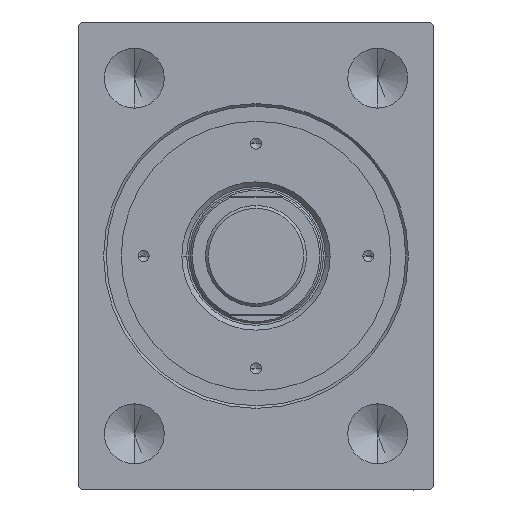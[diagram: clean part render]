
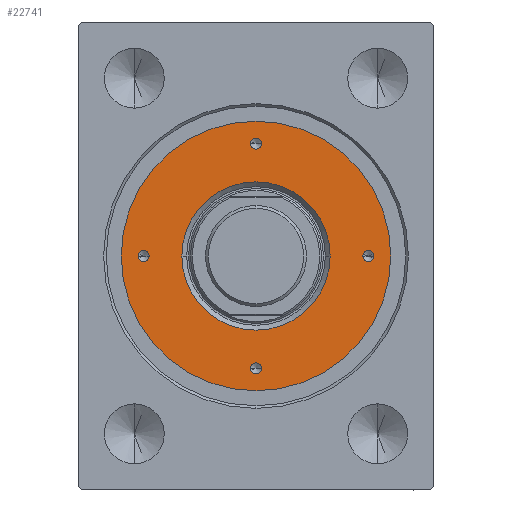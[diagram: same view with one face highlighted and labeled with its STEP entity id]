
A CAD part, left-side view. The second image highlights one B-rep face of the part: STEP entity #22741.
In plain terms, the highlighted face is planar.
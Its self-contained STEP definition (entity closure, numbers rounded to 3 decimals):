
#201 = CARTESIAN_POINT ( 'NONE',  ( -19.8, 0., 14. ) ) ;
#717 = CARTESIAN_POINT ( 'NONE',  ( 1.5, 30., 14. ) ) ;
#1526 = DIRECTION ( 'NONE',  ( 0., 0., 1. ) ) ;
#2582 = ORIENTED_EDGE ( 'NONE', *, *, #10557, .T. ) ;
#2724 = ORIENTED_EDGE ( 'NONE', *, *, #19450, .F. ) ;
#3065 = EDGE_CURVE ( 'NONE', #43156, #38131, #23244, .T. ) ;
#3151 = AXIS2_PLACEMENT_3D ( 'NONE', #32147, #1526, #35975 ) ;
#3307 = DIRECTION ( 'NONE',  ( 0., 0., 1. ) ) ;
#3438 = CARTESIAN_POINT ( 'NONE',  ( 0., 0., 14. ) ) ;
#3479 = DIRECTION ( 'NONE',  ( 1., 0., 0. ) ) ;
#3786 = CIRCLE ( 'NONE', #37355, 19.8 ) ;
#4264 = CIRCLE ( 'NONE', #42858, 1.5 ) ;
#4841 = CARTESIAN_POINT ( 'NONE',  ( 0., 30., 14. ) ) ;
#5034 = CIRCLE ( 'NONE', #24311, 1.5 ) ;
#5667 = AXIS2_PLACEMENT_3D ( 'NONE', #4841, #8414, #18486 ) ;
#5921 = EDGE_LOOP ( 'NONE', ( #21696, #21964 ) ) ;
#6621 = VERTEX_POINT ( 'NONE', #201 ) ;
#6970 = CARTESIAN_POINT ( 'NONE',  ( -1.5, 30., 14. ) ) ;
#7228 = EDGE_CURVE ( 'NONE', #24063, #33947, #24843, .T. ) ;
#7260 = FACE_BOUND ( 'NONE', #38925, .T. ) ;
#7485 = FACE_OUTER_BOUND ( 'NONE', #9928, .T. ) ;
#7701 = CARTESIAN_POINT ( 'NONE',  ( 0., 0., 14. ) ) ;
#7816 = VERTEX_POINT ( 'NONE', #22065 ) ;
#8414 = DIRECTION ( 'NONE',  ( 0., 0., 1. ) ) ;
#8969 = EDGE_CURVE ( 'NONE', #6621, #43387, #3786, .T. ) ;
#9333 = CIRCLE ( 'NONE', #11502, 36. ) ;
#9534 = DIRECTION ( 'NONE',  ( 1., 0., 0. ) ) ;
#9928 = EDGE_LOOP ( 'NONE', ( #29483, #16117 ) ) ;
#10104 = ORIENTED_EDGE ( 'NONE', *, *, #40205, .F. ) ;
#10557 = EDGE_CURVE ( 'NONE', #43387, #6621, #38869, .T. ) ;
#10961 = EDGE_CURVE ( 'NONE', #37262, #13750, #28134, .T. ) ;
#11150 = CARTESIAN_POINT ( 'NONE',  ( -31.5, 0., 14. ) ) ;
#11336 = ORIENTED_EDGE ( 'NONE', *, *, #14993, .F. ) ;
#11502 = AXIS2_PLACEMENT_3D ( 'NONE', #3438, #13058, #30921 ) ;
#11634 = CARTESIAN_POINT ( 'NONE',  ( -30., 0., 14. ) ) ;
#11866 = DIRECTION ( 'NONE',  ( 0., 0., 1. ) ) ;
#12708 = CARTESIAN_POINT ( 'NONE',  ( 0., 0., 14. ) ) ;
#12719 = CARTESIAN_POINT ( 'NONE',  ( 0., 0., 14. ) ) ;
#12901 = DIRECTION ( 'NONE',  ( 1., 0., 0. ) ) ;
#13058 = DIRECTION ( 'NONE',  ( 0., 0., 1. ) ) ;
#13604 = AXIS2_PLACEMENT_3D ( 'NONE', #12708, #33295, #36661 ) ;
#13750 = VERTEX_POINT ( 'NONE', #40097 ) ;
#14993 = EDGE_CURVE ( 'NONE', #33947, #24063, #21738, .T. ) ;
#15234 = CARTESIAN_POINT ( 'NONE',  ( 30., 0., 14. ) ) ;
#15388 = AXIS2_PLACEMENT_3D ( 'NONE', #16374, #29995, #26663 ) ;
#15678 = DIRECTION ( 'NONE',  ( 0., 0., 1. ) ) ;
#16117 = ORIENTED_EDGE ( 'NONE', *, *, #40699, .T. ) ;
#16171 = CARTESIAN_POINT ( 'NONE',  ( 31.5, 0., 14. ) ) ;
#16374 = CARTESIAN_POINT ( 'NONE',  ( 0., 30., 14. ) ) ;
#17696 = DIRECTION ( 'NONE',  ( 0., 0., 1. ) ) ;
#17992 = DIRECTION ( 'NONE',  ( 0., 0., -1. ) ) ;
#18486 = DIRECTION ( 'NONE',  ( 1., 0., 0. ) ) ;
#18882 = AXIS2_PLACEMENT_3D ( 'NONE', #20284, #40209, #9534 ) ;
#18953 = EDGE_CURVE ( 'NONE', #28699, #22889, #9333, .T. ) ;
#19443 = ORIENTED_EDGE ( 'NONE', *, *, #7228, .F. ) ;
#19450 = EDGE_CURVE ( 'NONE', #44239, #7816, #39377, .T. ) ;
#20090 = AXIS2_PLACEMENT_3D ( 'NONE', #11634, #11866, #12901 ) ;
#20208 = CARTESIAN_POINT ( 'NONE',  ( -1.5, -30., 14. ) ) ;
#20284 = CARTESIAN_POINT ( 'NONE',  ( 0., -30., 14. ) ) ;
#20320 = EDGE_LOOP ( 'NONE', ( #11336, #19443 ) ) ;
#20489 = FACE_BOUND ( 'NONE', #21185, .T. ) ;
#20931 = PLANE ( 'NONE',  #41435 ) ;
#21013 = AXIS2_PLACEMENT_3D ( 'NONE', #12719, #35561, #25934 ) ;
#21154 = DIRECTION ( 'NONE',  ( 0., 0., 1. ) ) ;
#21185 = EDGE_LOOP ( 'NONE', ( #41504, #36666 ) ) ;
#21696 = ORIENTED_EDGE ( 'NONE', *, *, #34304, .F. ) ;
#21738 = CIRCLE ( 'NONE', #3151, 1.5 ) ;
#21964 = ORIENTED_EDGE ( 'NONE', *, *, #10961, .F. ) ;
#22065 = CARTESIAN_POINT ( 'NONE',  ( -28.5, 0., 14. ) ) ;
#22713 = AXIS2_PLACEMENT_3D ( 'NONE', #15234, #17696, #25070 ) ;
#22741 = ADVANCED_FACE ( 'NONE', ( #27394, #20489, #41503, #28048, #7260, #7485 ), #20931, .T. ) ;
#22889 = VERTEX_POINT ( 'NONE', #44204 ) ;
#23244 = CIRCLE ( 'NONE', #15388, 1.5 ) ;
#24063 = VERTEX_POINT ( 'NONE', #32927 ) ;
#24311 = AXIS2_PLACEMENT_3D ( 'NONE', #33946, #3307, #30565 ) ;
#24843 = CIRCLE ( 'NONE', #22713, 1.5 ) ;
#25070 = DIRECTION ( 'NONE',  ( 1., 0., 0. ) ) ;
#25147 = CARTESIAN_POINT ( 'NONE',  ( 0., 0., 14. ) ) ;
#25934 = DIRECTION ( 'NONE',  ( 1., 0., 0. ) ) ;
#26554 = CARTESIAN_POINT ( 'NONE',  ( -36., 0., 14. ) ) ;
#26663 = DIRECTION ( 'NONE',  ( 1., 0., 0. ) ) ;
#27394 = FACE_BOUND ( 'NONE', #30745, .T. ) ;
#28048 = FACE_BOUND ( 'NONE', #5921, .T. ) ;
#28134 = CIRCLE ( 'NONE', #18882, 1.5 ) ;
#28699 = VERTEX_POINT ( 'NONE', #26554 ) ;
#29483 = ORIENTED_EDGE ( 'NONE', *, *, #18953, .T. ) ;
#29995 = DIRECTION ( 'NONE',  ( 0., 0., 1. ) ) ;
#30565 = DIRECTION ( 'NONE',  ( 1., 0., 0. ) ) ;
#30745 = EDGE_LOOP ( 'NONE', ( #10104, #2724 ) ) ;
#30921 = DIRECTION ( 'NONE',  ( 1., 0., 0. ) ) ;
#31846 = DIRECTION ( 'NONE',  ( 1., 0., 0. ) ) ;
#32147 = CARTESIAN_POINT ( 'NONE',  ( 30., 0., 14. ) ) ;
#32672 = CARTESIAN_POINT ( 'NONE',  ( 0., -30., 14. ) ) ;
#32927 = CARTESIAN_POINT ( 'NONE',  ( 28.5, 0., 14. ) ) ;
#33295 = DIRECTION ( 'NONE',  ( 0., 0., 1. ) ) ;
#33946 = CARTESIAN_POINT ( 'NONE',  ( -30., 0., 14. ) ) ;
#33947 = VERTEX_POINT ( 'NONE', #16171 ) ;
#34218 = CARTESIAN_POINT ( 'NONE',  ( 19.8, 0., 14. ) ) ;
#34304 = EDGE_CURVE ( 'NONE', #13750, #37262, #4264, .T. ) ;
#35561 = DIRECTION ( 'NONE',  ( 0., 0., -1. ) ) ;
#35754 = CIRCLE ( 'NONE', #5667, 1.5 ) ;
#35975 = DIRECTION ( 'NONE',  ( 1., 0., 0. ) ) ;
#36661 = DIRECTION ( 'NONE',  ( 1., 0., 0. ) ) ;
#36666 = ORIENTED_EDGE ( 'NONE', *, *, #3065, .F. ) ;
#36958 = EDGE_CURVE ( 'NONE', #38131, #43156, #35754, .T. ) ;
#37262 = VERTEX_POINT ( 'NONE', #20208 ) ;
#37355 = AXIS2_PLACEMENT_3D ( 'NONE', #25147, #17992, #31846 ) ;
#38131 = VERTEX_POINT ( 'NONE', #717 ) ;
#38869 = CIRCLE ( 'NONE', #21013, 19.8 ) ;
#38925 = EDGE_LOOP ( 'NONE', ( #2582, #39468 ) ) ;
#39339 = CIRCLE ( 'NONE', #13604, 36. ) ;
#39377 = CIRCLE ( 'NONE', #20090, 1.5 ) ;
#39468 = ORIENTED_EDGE ( 'NONE', *, *, #8969, .T. ) ;
#40097 = CARTESIAN_POINT ( 'NONE',  ( 1.5, -30., 14. ) ) ;
#40205 = EDGE_CURVE ( 'NONE', #7816, #44239, #5034, .T. ) ;
#40209 = DIRECTION ( 'NONE',  ( 0., 0., 1. ) ) ;
#40699 = EDGE_CURVE ( 'NONE', #22889, #28699, #39339, .T. ) ;
#41435 = AXIS2_PLACEMENT_3D ( 'NONE', #7701, #21154, #3479 ) ;
#41503 = FACE_BOUND ( 'NONE', #20320, .T. ) ;
#41504 = ORIENTED_EDGE ( 'NONE', *, *, #36958, .F. ) ;
#42858 = AXIS2_PLACEMENT_3D ( 'NONE', #32672, #15678, #42983 ) ;
#42983 = DIRECTION ( 'NONE',  ( 1., 0., 0. ) ) ;
#43156 = VERTEX_POINT ( 'NONE', #6970 ) ;
#43387 = VERTEX_POINT ( 'NONE', #34218 ) ;
#44204 = CARTESIAN_POINT ( 'NONE',  ( 36., 0., 14. ) ) ;
#44239 = VERTEX_POINT ( 'NONE', #11150 ) ;
